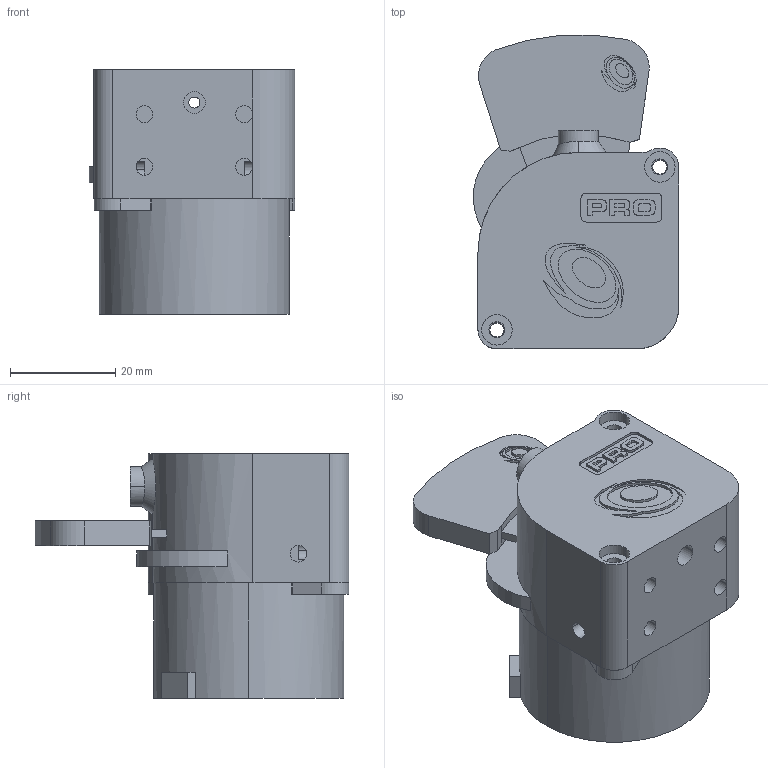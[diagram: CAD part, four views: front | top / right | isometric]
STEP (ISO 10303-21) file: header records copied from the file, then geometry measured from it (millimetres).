
FILE_DESCRIPTION (( 'STEP AP214' ), '1' );
FILE_NAME ('Dummy EXT01LGX41012.STEP', '2024-01-18T10:45:51', ( '' ), ( '' ), 'SwSTEP 2.0', 'SolidWorks 2023', '' );
FILE_SCHEMA (( 'AUTOMOTIVE_DESIGN' ));
Length unit declared in the file: millimetre
Products named in the file (1): Dummy EXT01LGX41012
Bounding box: 39.1 x 59.71 x 46.59 mm (x, y, z)
Volume: 57062.6 mm3; surface area: 15137.5 mm2
Topology: 2 solids, 2 shells, 245 faces, 638 edges, 421 vertices
Faces by surface type: plane 109, bspline 68, cylinder 66, cone 2
Entity records: 9884 total; most frequent: CARTESIAN_POINT 4163, ORIENTED_EDGE 1276, DIRECTION 988, EDGE_CURVE 638, VERTEX_POINT 421, VECTOR 340, LINE 340, AXIS2_PLACEMENT_3D 324
